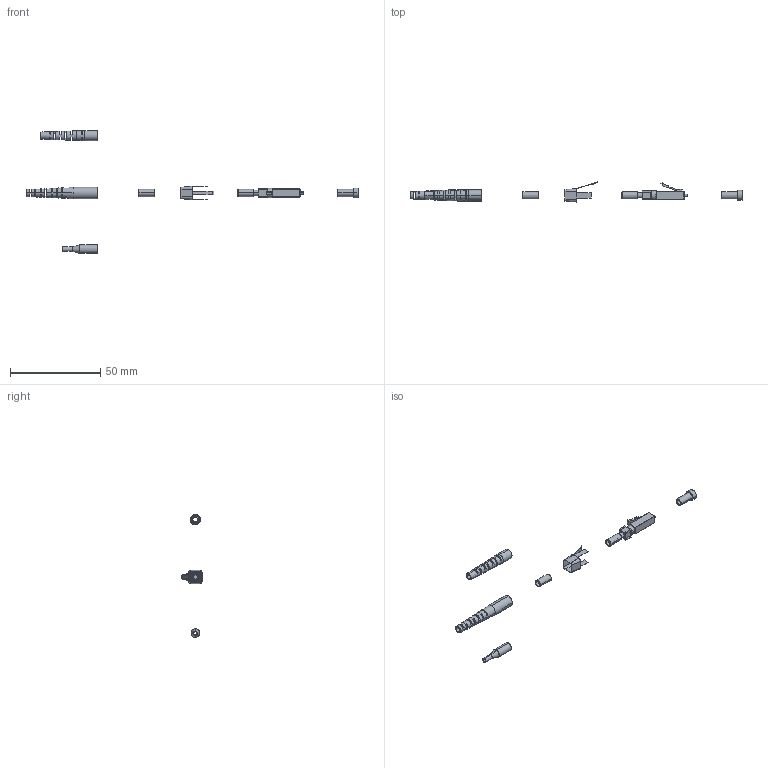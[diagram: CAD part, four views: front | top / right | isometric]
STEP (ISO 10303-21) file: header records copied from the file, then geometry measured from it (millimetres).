
FILE_DESCRIPTION (( 'STEP AP214' ), '1' );
FILE_NAME ('FOC-9520099.STEP', '2014-04-15T15:39:37', ( 'L-Com' ), ( 'L-Com Global Connectivity' ), 'SwSTEP 2.0', 'SolidWorks 2014', '' );
FILE_SCHEMA (( 'AUTOMOTIVE_DESIGN' ));
Length unit declared in the file: inch
Products named in the file (8): FOC-9520099; FOC-9505099-MA1; FOC-9520099-MA2; CONN-LC3-240-3-MA4; CONN-LC3-220-3-MA2; FOC-9500050-MA2; FOC-9500050-MA6; FOC-9520099-MA1_WITHOU BACK CLIP
Assembly tree (8 placements, depth 2):
  FOC-9520099
    FOC-9520099-MA1_WITHOU BACK CLIP
    FOC-9500050-MA6
    FOC-9500050-MA2  x2
    CONN-LC3-220-3-MA2
    CONN-LC3-240-3-MA4
    FOC-9520099-MA2
    FOC-9505099-MA1
Bounding box: 183.73 x 11.13 x 67.98 mm (x, y, z)
Volume: 1372.6 mm3; surface area: 4500.2 mm2
Topology: 8 solids, 8 shells, 314 faces, 904 edges, 578 vertices
Faces by surface type: plane 230, cylinder 49, cone 24, torus 6, sphere 4, bspline 1
Entity records: 12171 total; most frequent: CARTESIAN_POINT 2499, ORIENTED_EDGE 1772, DIRECTION 1710, EDGE_CURVE 886, AXIS2_PLACEMENT_3D 629, VERTEX_POINT 570, LINE 452, VECTOR 452
